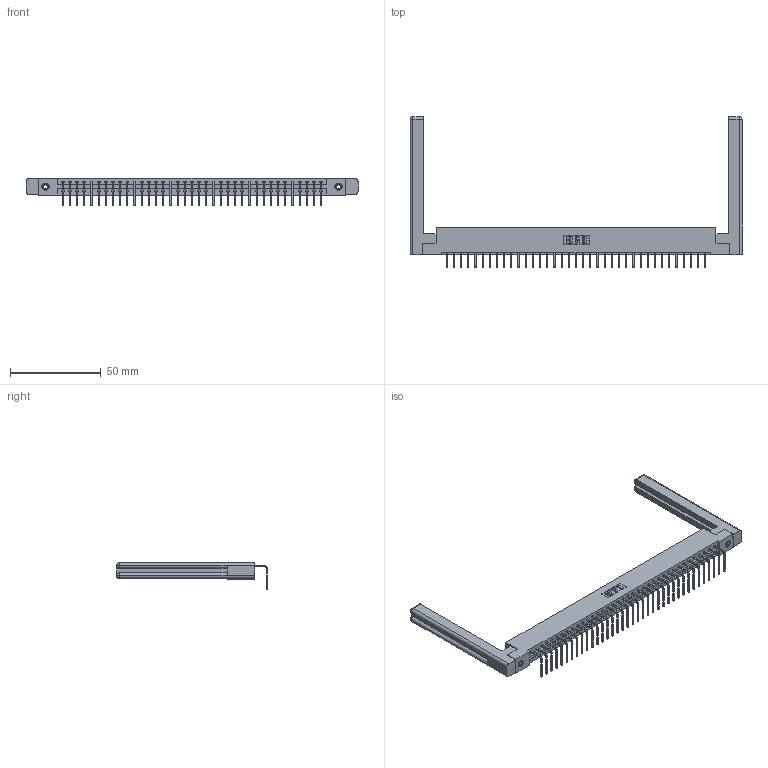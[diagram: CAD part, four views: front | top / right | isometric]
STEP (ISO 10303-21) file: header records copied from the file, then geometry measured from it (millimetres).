
FILE_DESCRIPTION (( 'STEP AP203' ), '1' );
FILE_NAME ('387-037-558-158.STEP', '2019-10-07T20:50:24', ( '' ), ( '' ), 'SwSTEP 2.0', 'SolidWorks 2016', '' );
FILE_SCHEMA (( 'CONFIG_CONTROL_DESIGN' ));
Length unit declared in the file: inch
Products named in the file (5): 307-220-058; 387-037-558-158; 337 Part_Flush Mounting Lugs - 0.156 Dia-TI; 345-292-001_558 Tail - 2; 345-250-001_345-250-001-102
Assembly tree (42 placements, depth 2):
  387-037-558-158
    337 Part_Flush Mounting Lugs - 0.156 Dia-TI
    345-292-001_558 Tail - 2  x37
    345-250-001_345-250-001-102  x2
    307-220-058  x2
Bounding box: 183.24 x 83.25 x 15.37 mm (x, y, z)
Volume: 26267.1 mm3; surface area: 25684.8 mm2
Topology: 42 solids, 42 shells, 2624 faces, 7843 edges, 5166 vertices
Faces by surface type: plane 1930, cylinder 670, cone 12, torus 12
Entity records: 30868 total; most frequent: CARTESIAN_POINT 5376, ORIENTED_EDGE 5288, DIRECTION 4554, EDGE_CURVE 2644, LINE 2468, VECTOR 2468, VERTEX_POINT 1754, AXIS2_PLACEMENT_3D 1043
